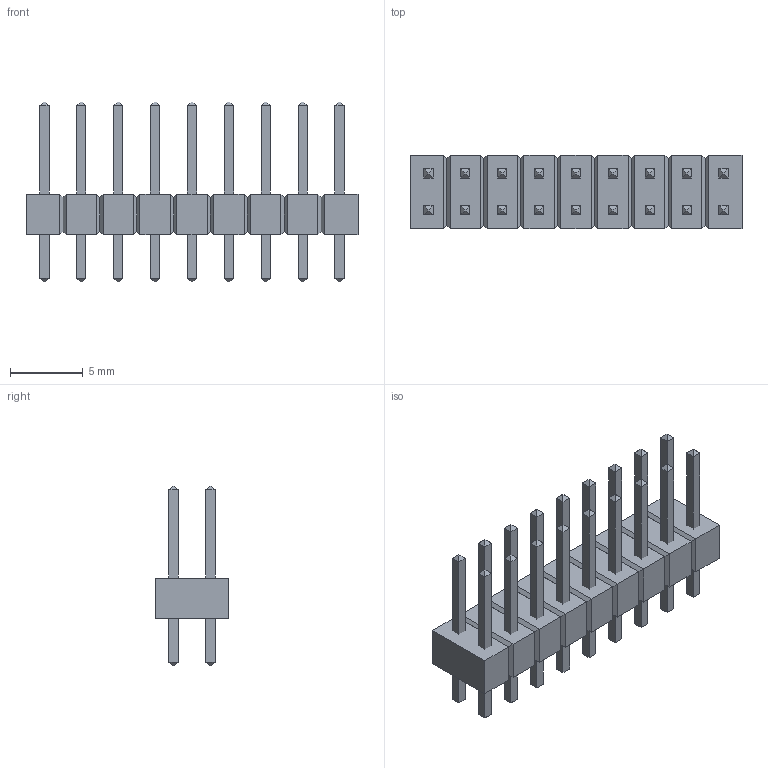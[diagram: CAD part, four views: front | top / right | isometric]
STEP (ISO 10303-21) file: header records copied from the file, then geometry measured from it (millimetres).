
FILE_DESCRIPTION(('FreeCAD Model'),'2;1');
FILE_NAME('1975366.2.1.stp','2023-04-24T11:27:52',( 'Author'),(''),'Open CASCADE STEP processor 6.9','FreeCAD','Unknown' );
FILE_SCHEMA(('AUTOMOTIVE_DESIGN { 1 0 10303 214 1 1 1 1 }'));
Length unit declared in the file: millimetre
Products named in the file (3): ASSEMBLY; Body; LeadsArray
Assembly tree (2 placements, depth 2):
  ASSEMBLY
    Body
    LeadsArray
Bounding box: 22.86 x 5.08 x 12.39 mm (x, y, z)
Volume: 407 mm3; surface area: 975 mm2
Topology: 19 solids, 19 shells, 354 faces, 708 edges, 392 vertices
Faces by surface type: plane 354
Entity records: 17913 total; most frequent: CARTESIAN_POINT 3001, DIRECTION 2710, LINE 1996, VECTOR 1996, ORIENTED_EDGE 1416, PCURVE 1416, DEFINITIONAL_REPRESENTATION 1416, EDGE_CURVE 708
